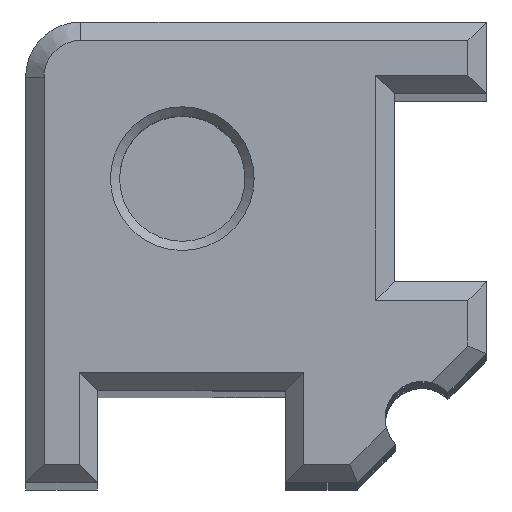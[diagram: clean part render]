
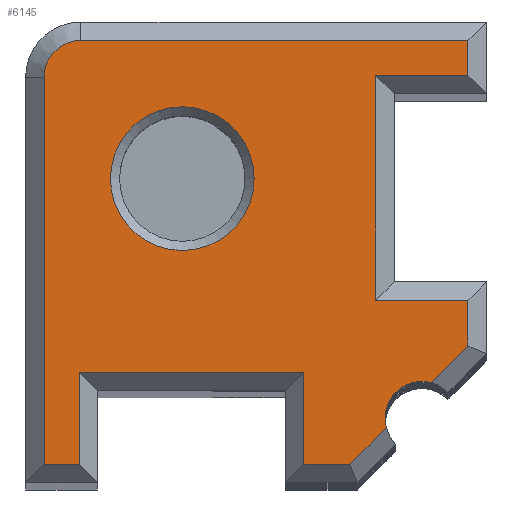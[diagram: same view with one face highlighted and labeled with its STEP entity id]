
A CAD part, top view. The second image highlights one B-rep face of the part: STEP entity #6145.
In plain terms, the highlighted planar face has unit normal (0, 0, 1).
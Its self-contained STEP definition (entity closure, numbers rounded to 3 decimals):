
#64=FACE_BOUND('',#1093,.T.);
#193=PLANE('',#6575);
#364=CIRCLE('',#6561,1.);
#366=CIRCLE('',#6571,1.95);
#369=CIRCLE('',#6576,1.);
#748=FACE_OUTER_BOUND('',#1092,.T.);
#1092=EDGE_LOOP('',(#5571,#5572,#5573,#5574,#5575,#5576,#5577,#5578,#5579,
#5580,#5581,#5582,#5583,#5584,#5585,#5586));
#1093=EDGE_LOOP('',(#5587));
#1586=LINE('',#12963,#2108);
#1587=LINE('',#12965,#2109);
#1588=LINE('',#12967,#2110);
#1589=LINE('',#12969,#2111);
#1590=LINE('',#12971,#2112);
#1591=LINE('',#12973,#2113);
#1592=LINE('',#12975,#2114);
#1593=LINE('',#12979,#2115);
#1594=LINE('',#12981,#2116);
#1595=LINE('',#12983,#2117);
#1596=LINE('',#12985,#2118);
#1597=LINE('',#12987,#2119);
#1598=LINE('',#12989,#2120);
#1599=LINE('',#12990,#2121);
#2108=VECTOR('',#7833,10.);
#2109=VECTOR('',#7834,10.);
#2110=VECTOR('',#7835,10.);
#2111=VECTOR('',#7836,10.);
#2112=VECTOR('',#7837,10.);
#2113=VECTOR('',#7838,10.);
#2114=VECTOR('',#7839,10.);
#2115=VECTOR('',#7842,10.);
#2116=VECTOR('',#7843,10.);
#2117=VECTOR('',#7844,10.);
#2118=VECTOR('',#7845,10.);
#2119=VECTOR('',#7846,10.);
#2120=VECTOR('',#7847,10.);
#2121=VECTOR('',#7848,10.);
#2943=VERTEX_POINT('',#12724);
#2944=VERTEX_POINT('',#12726);
#2966=VERTEX_POINT('',#12952);
#2969=VERTEX_POINT('',#12962);
#2970=VERTEX_POINT('',#12964);
#2971=VERTEX_POINT('',#12966);
#2972=VERTEX_POINT('',#12968);
#2973=VERTEX_POINT('',#12970);
#2974=VERTEX_POINT('',#12972);
#2975=VERTEX_POINT('',#12974);
#2976=VERTEX_POINT('',#12976);
#2977=VERTEX_POINT('',#12978);
#2978=VERTEX_POINT('',#12980);
#2979=VERTEX_POINT('',#12982);
#2980=VERTEX_POINT('',#12984);
#2981=VERTEX_POINT('',#12986);
#2982=VERTEX_POINT('',#12988);
#3816=EDGE_CURVE('',#2944,#2943,#364,.T.);
#3850=EDGE_CURVE('',#2966,#2966,#366,.T.);
#3855=EDGE_CURVE('',#2969,#2943,#1586,.T.);
#3856=EDGE_CURVE('',#2970,#2969,#1587,.T.);
#3857=EDGE_CURVE('',#2971,#2970,#1588,.T.);
#3858=EDGE_CURVE('',#2972,#2971,#1589,.T.);
#3859=EDGE_CURVE('',#2973,#2972,#1590,.T.);
#3860=EDGE_CURVE('',#2974,#2973,#1591,.T.);
#3861=EDGE_CURVE('',#2975,#2974,#1592,.T.);
#3862=EDGE_CURVE('',#2976,#2975,#369,.T.);
#3863=EDGE_CURVE('',#2977,#2976,#1593,.T.);
#3864=EDGE_CURVE('',#2978,#2977,#1594,.T.);
#3865=EDGE_CURVE('',#2979,#2978,#1595,.T.);
#3866=EDGE_CURVE('',#2980,#2979,#1596,.T.);
#3867=EDGE_CURVE('',#2981,#2980,#1597,.T.);
#3868=EDGE_CURVE('',#2982,#2981,#1598,.T.);
#3869=EDGE_CURVE('',#2944,#2982,#1599,.T.);
#5571=ORIENTED_EDGE('',*,*,#3855,.F.);
#5572=ORIENTED_EDGE('',*,*,#3856,.F.);
#5573=ORIENTED_EDGE('',*,*,#3857,.F.);
#5574=ORIENTED_EDGE('',*,*,#3858,.F.);
#5575=ORIENTED_EDGE('',*,*,#3859,.F.);
#5576=ORIENTED_EDGE('',*,*,#3860,.F.);
#5577=ORIENTED_EDGE('',*,*,#3861,.F.);
#5578=ORIENTED_EDGE('',*,*,#3862,.F.);
#5579=ORIENTED_EDGE('',*,*,#3863,.F.);
#5580=ORIENTED_EDGE('',*,*,#3864,.F.);
#5581=ORIENTED_EDGE('',*,*,#3865,.F.);
#5582=ORIENTED_EDGE('',*,*,#3866,.F.);
#5583=ORIENTED_EDGE('',*,*,#3867,.F.);
#5584=ORIENTED_EDGE('',*,*,#3868,.F.);
#5585=ORIENTED_EDGE('',*,*,#3869,.F.);
#5586=ORIENTED_EDGE('',*,*,#3816,.T.);
#5587=ORIENTED_EDGE('',*,*,#3850,.F.);
#6145=ADVANCED_FACE('',(#748,#64),#193,.T.);
#6561=AXIS2_PLACEMENT_3D('',#12727,#7781,#7782);
#6571=AXIS2_PLACEMENT_3D('',#12953,#7821,#7822);
#6575=AXIS2_PLACEMENT_3D('',#12961,#7831,#7832);
#6576=AXIS2_PLACEMENT_3D('',#12977,#7840,#7841);
#7781=DIRECTION('center_axis',(0.,0.,-1.));
#7782=DIRECTION('ref_axis',(1.,0.,0.));
#7821=DIRECTION('center_axis',(0.,0.,1.));
#7822=DIRECTION('ref_axis',(1.,0.,0.));
#7831=DIRECTION('center_axis',(0.,0.,1.));
#7832=DIRECTION('ref_axis',(1.,0.,0.));
#7833=DIRECTION('',(-0.707,-0.707,0.));
#7834=DIRECTION('',(0.,-1.,0.));
#7835=DIRECTION('',(1.,0.,0.));
#7836=DIRECTION('',(0.,-1.,0.));
#7837=DIRECTION('',(-1.,0.,0.));
#7838=DIRECTION('',(0.,-1.,0.));
#7839=DIRECTION('',(1.,0.,0.));
#7840=DIRECTION('center_axis',(0.,0.,-1.));
#7841=DIRECTION('ref_axis',(-0.707,0.707,0.));
#7842=DIRECTION('',(0.,1.,0.));
#7843=DIRECTION('',(-1.,0.,0.));
#7844=DIRECTION('',(0.,-1.,0.));
#7845=DIRECTION('',(-1.,0.,0.));
#7846=DIRECTION('',(0.,1.,0.));
#7847=DIRECTION('',(-1.,0.,0.));
#7848=DIRECTION('',(-0.707,-0.707,0.));
#12724=CARTESIAN_POINT('',(-38.991,40.216,56.75));
#12726=CARTESIAN_POINT('',(-40.216,38.991,56.75));
#12727=CARTESIAN_POINT('Origin',(-39.25,39.25,56.75));
#12952=CARTESIAN_POINT('',(-47.7,45.75,56.75));
#12953=CARTESIAN_POINT('Origin',(-45.75,45.75,56.75));
#12961=CARTESIAN_POINT('Origin',(-43.75,43.75,56.75));
#12962=CARTESIAN_POINT('',(-38.,41.207,56.75));
#12963=CARTESIAN_POINT('',(-38.729,40.479,56.75));
#12964=CARTESIAN_POINT('',(-38.,42.45,56.75));
#12965=CARTESIAN_POINT('',(-38.,43.35,56.75));
#12966=CARTESIAN_POINT('',(-40.5,42.45,56.75));
#12967=CARTESIAN_POINT('',(-41.875,42.45,56.75));
#12968=CARTESIAN_POINT('',(-40.5,48.55,56.75));
#12969=CARTESIAN_POINT('',(-40.5,45.9,56.75));
#12970=CARTESIAN_POINT('',(-38.,48.55,56.75));
#12971=CARTESIAN_POINT('',(-40.625,48.55,56.75));
#12972=CARTESIAN_POINT('',(-38.,49.5,56.75));
#12973=CARTESIAN_POINT('',(-38.,46.875,56.75));
#12974=CARTESIAN_POINT('',(-48.5,49.5,56.75));
#12975=CARTESIAN_POINT('',(-46.875,49.5,56.75));
#12976=CARTESIAN_POINT('',(-49.5,48.5,56.75));
#12977=CARTESIAN_POINT('Origin',(-48.5,48.5,56.75));
#12978=CARTESIAN_POINT('',(-49.5,38.,56.75));
#12979=CARTESIAN_POINT('',(-49.5,40.625,56.75));
#12980=CARTESIAN_POINT('',(-48.55,38.,56.75));
#12981=CARTESIAN_POINT('',(-45.9,38.,56.75));
#12982=CARTESIAN_POINT('',(-48.55,40.5,56.75));
#12983=CARTESIAN_POINT('',(-48.55,41.875,56.75));
#12984=CARTESIAN_POINT('',(-42.45,40.5,56.75));
#12985=CARTESIAN_POINT('',(-43.35,40.5,56.75));
#12986=CARTESIAN_POINT('',(-42.45,38.,56.75));
#12987=CARTESIAN_POINT('',(-42.45,40.625,56.75));
#12988=CARTESIAN_POINT('',(-41.207,38.,56.75));
#12989=CARTESIAN_POINT('',(-42.375,38.,56.75));
#12990=CARTESIAN_POINT('',(-38.729,40.479,56.75));
